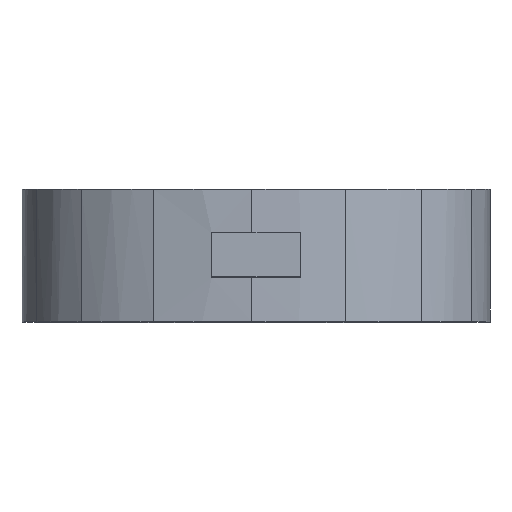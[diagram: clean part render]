
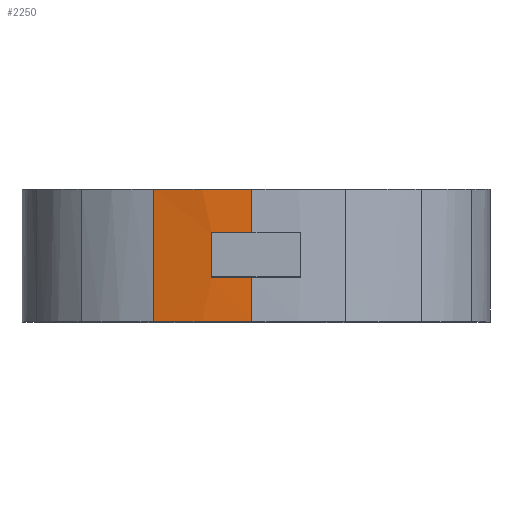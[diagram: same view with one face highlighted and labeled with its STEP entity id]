
A CAD part, top view. The second image highlights one B-rep face of the part: STEP entity #2250.
In plain terms, the highlighted free-form (B-spline) face has degree [3, 1] with [5, 2] control points.
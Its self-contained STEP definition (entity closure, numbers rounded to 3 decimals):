
#62=B_SPLINE_SURFACE_WITH_KNOTS('',3,1,((#3517,#3518),(#3519,#3520),(#3521,
#3522),(#3523,#3524),(#3525,#3526)),.UNSPECIFIED.,.F.,.F.,.F.,(4,1,4),(2,
2),(-0.451,-0.238,0.),(-0.3,0.3),.UNSPECIFIED.);
#178=FACE_OUTER_BOUND('',#306,.T.);
#306=EDGE_LOOP('',(#1700,#1701,#1702,#1703,#1704,#1705,#1706,#1707));
#405=LINE('',#2598,#536);
#407=LINE('',#2613,#538);
#441=LINE('',#3533,#572);
#536=VECTOR('',#2391,10.);
#538=VECTOR('',#2393,10.);
#572=VECTOR('',#2429,10.);
#659=B_SPLINE_CURVE_WITH_KNOTS('',3,(#2543,#2544,#2545,#2546),
 .UNSPECIFIED.,.F.,.F.,(4,4),(-0.182,0.),.UNSPECIFIED.);
#662=B_SPLINE_CURVE_WITH_KNOTS('',3,(#2569,#2570,#2571,#2572),
 .UNSPECIFIED.,.F.,.F.,(4,4),(-0.231,-0.05),
 .UNSPECIFIED.);
#664=B_SPLINE_CURVE_WITH_KNOTS('',3,(#2581,#2582,#2583,#2584),
 .UNSPECIFIED.,.F.,.F.,(4,4),(-0.25,-0.05),.UNSPECIFIED.);
#675=B_SPLINE_CURVE_WITH_KNOTS('',3,(#2664,#2665,#2666,#2667,#2668),
 .UNSPECIFIED.,.F.,.F.,(4,1,4),(0.,0.238,0.451),
 .UNSPECIFIED.);
#757=B_SPLINE_CURVE_WITH_KNOTS('',3,(#3528,#3529,#3530,#3531,#3532),
 .UNSPECIFIED.,.F.,.F.,(4,1,4),(-0.451,-0.238,0.),
 .UNSPECIFIED.);
#885=VERTEX_POINT('',#2541);
#886=VERTEX_POINT('',#2542);
#892=VERTEX_POINT('',#2567);
#893=VERTEX_POINT('',#2568);
#895=VERTEX_POINT('',#2597);
#898=VERTEX_POINT('',#2607);
#907=VERTEX_POINT('',#2663);
#988=VERTEX_POINT('',#3527);
#1123=EDGE_CURVE('',#885,#886,#659,.T.);
#1131=EDGE_CURVE('',#892,#893,#662,.T.);
#1135=EDGE_CURVE('',#893,#885,#664,.T.);
#1137=EDGE_CURVE('',#895,#892,#405,.T.);
#1141=EDGE_CURVE('',#886,#898,#407,.T.);
#1150=EDGE_CURVE('',#895,#907,#675,.T.);
#1265=EDGE_CURVE('',#988,#898,#757,.T.);
#1266=EDGE_CURVE('',#907,#988,#441,.T.);
#1700=ORIENTED_EDGE('',*,*,#1123,.T.);
#1701=ORIENTED_EDGE('',*,*,#1141,.T.);
#1702=ORIENTED_EDGE('',*,*,#1265,.F.);
#1703=ORIENTED_EDGE('',*,*,#1266,.F.);
#1704=ORIENTED_EDGE('',*,*,#1150,.F.);
#1705=ORIENTED_EDGE('',*,*,#1137,.T.);
#1706=ORIENTED_EDGE('',*,*,#1131,.T.);
#1707=ORIENTED_EDGE('',*,*,#1135,.T.);
#2250=ADVANCED_FACE('',(#178),#62,.T.);
#2391=DIRECTION('',(0.,1.,0.));
#2393=DIRECTION('',(0.,1.,0.));
#2429=DIRECTION('',(0.,1.,0.));
#2541=CARTESIAN_POINT('',(11.125,1.,30.452));
#2542=CARTESIAN_POINT('',(12.941,1.,30.528));
#2543=CARTESIAN_POINT('Ctrl Pts',(11.125,1.,30.452));
#2544=CARTESIAN_POINT('Ctrl Pts',(11.727,1.,30.502));
#2545=CARTESIAN_POINT('Ctrl Pts',(12.334,1.,30.515));
#2546=CARTESIAN_POINT('Ctrl Pts',(12.941,1.,30.528));
#2567=CARTESIAN_POINT('',(12.941,-1.,30.528));
#2568=CARTESIAN_POINT('',(11.125,-1.,30.452));
#2569=CARTESIAN_POINT('Ctrl Pts',(12.941,-1.,30.528));
#2570=CARTESIAN_POINT('Ctrl Pts',(12.334,-1.,30.515));
#2571=CARTESIAN_POINT('Ctrl Pts',(11.727,-1.,30.502));
#2572=CARTESIAN_POINT('Ctrl Pts',(11.125,-1.,30.452));
#2581=CARTESIAN_POINT('Ctrl Pts',(11.125,-1.,30.452));
#2582=CARTESIAN_POINT('Ctrl Pts',(11.125,-0.333,30.452));
#2583=CARTESIAN_POINT('Ctrl Pts',(11.125,0.333,30.452));
#2584=CARTESIAN_POINT('Ctrl Pts',(11.125,1.,30.452));
#2597=CARTESIAN_POINT('',(12.941,-3.,30.528));
#2598=CARTESIAN_POINT('',(12.941,0.,30.528));
#2607=CARTESIAN_POINT('',(12.941,3.,30.528));
#2613=CARTESIAN_POINT('',(12.941,0.,30.528));
#2663=CARTESIAN_POINT('',(8.477,-3.,29.989));
#2664=CARTESIAN_POINT('Ctrl Pts',(12.941,-3.,30.528));
#2665=CARTESIAN_POINT('Ctrl Pts',(12.145,-3.,30.511));
#2666=CARTESIAN_POINT('Ctrl Pts',(10.638,-3.,30.479));
#2667=CARTESIAN_POINT('Ctrl Pts',(9.169,-3.,30.146));
#2668=CARTESIAN_POINT('Ctrl Pts',(8.477,-3.,29.989));
#3517=CARTESIAN_POINT('Ctrl Pts',(8.477,-3.,29.989));
#3518=CARTESIAN_POINT('Ctrl Pts',(8.477,3.,29.989));
#3519=CARTESIAN_POINT('Ctrl Pts',(9.169,-3.,30.146));
#3520=CARTESIAN_POINT('Ctrl Pts',(9.169,3.,30.146));
#3521=CARTESIAN_POINT('Ctrl Pts',(10.638,-3.,30.479));
#3522=CARTESIAN_POINT('Ctrl Pts',(10.638,3.,30.479));
#3523=CARTESIAN_POINT('Ctrl Pts',(12.145,-3.,30.511));
#3524=CARTESIAN_POINT('Ctrl Pts',(12.145,3.,30.511));
#3525=CARTESIAN_POINT('Ctrl Pts',(12.941,-3.,30.528));
#3526=CARTESIAN_POINT('Ctrl Pts',(12.941,3.,30.528));
#3527=CARTESIAN_POINT('',(8.477,3.,29.989));
#3528=CARTESIAN_POINT('Ctrl Pts',(8.477,3.,29.989));
#3529=CARTESIAN_POINT('Ctrl Pts',(9.169,3.,30.146));
#3530=CARTESIAN_POINT('Ctrl Pts',(10.638,3.,30.479));
#3531=CARTESIAN_POINT('Ctrl Pts',(12.145,3.,30.511));
#3532=CARTESIAN_POINT('Ctrl Pts',(12.941,3.,30.528));
#3533=CARTESIAN_POINT('',(8.477,0.,29.989));
